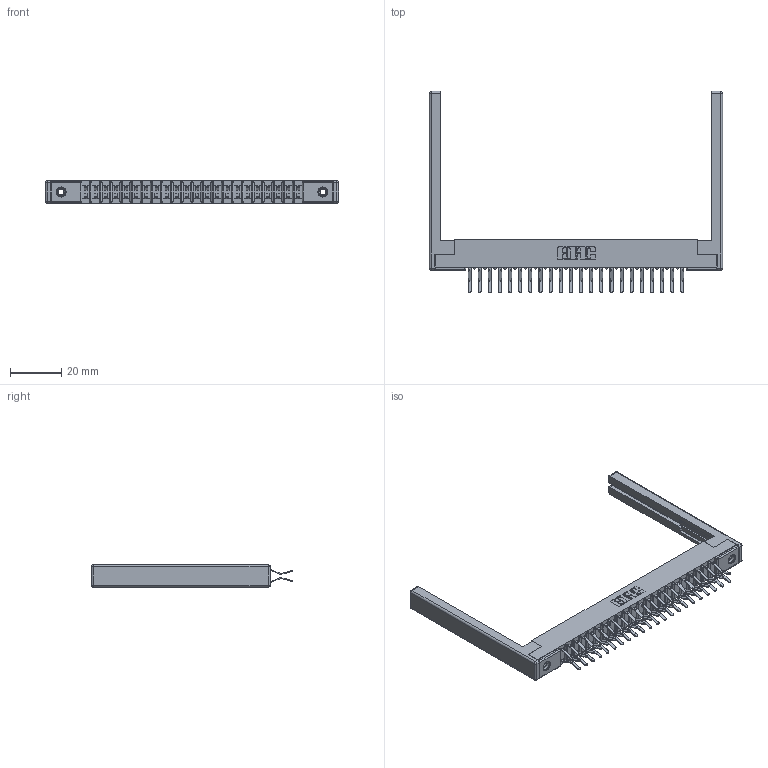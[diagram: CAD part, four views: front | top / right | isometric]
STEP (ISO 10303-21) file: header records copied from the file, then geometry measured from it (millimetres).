
FILE_DESCRIPTION (( 'STEP AP203' ), '1' );
FILE_NAME ('307-044-560-268.STEP', '2019-09-06T08:16:56', ( '' ), ( '' ), 'SwSTEP 2.0', 'SolidWorks 2016', '' );
FILE_SCHEMA (( 'CONFIG_CONTROL_DESIGN' ));
Length unit declared in the file: inch
Products named in the file (5): 307-290-001_560; 307 Part_.156 Dia Mounting Holes; 345-250-001_345-250-001-102; 307-220-068; 307-044-560-268
Assembly tree (49 placements, depth 2):
  307-044-560-268
    307 Part_.156 Dia Mounting Holes
    307-290-001_560  x44
    307-220-068  x2
    345-250-001_345-250-001-102  x2
Bounding box: 114.6 x 78.69 x 8.71 mm (x, y, z)
Volume: 12112.7 mm3; surface area: 17714.3 mm2
Topology: 49 solids, 49 shells, 2495 faces, 6961 edges, 4498 vertices
Faces by surface type: plane 1610, cylinder 815, sphere 54, cone 12, torus 4
Entity records: 24893 total; most frequent: CARTESIAN_POINT 4055, ORIENTED_EDGE 4008, DIRECTION 3996, EDGE_CURVE 2004, LINE 1526, VECTOR 1526, VERTEX_POINT 1294, AXIS2_PLACEMENT_3D 1235
